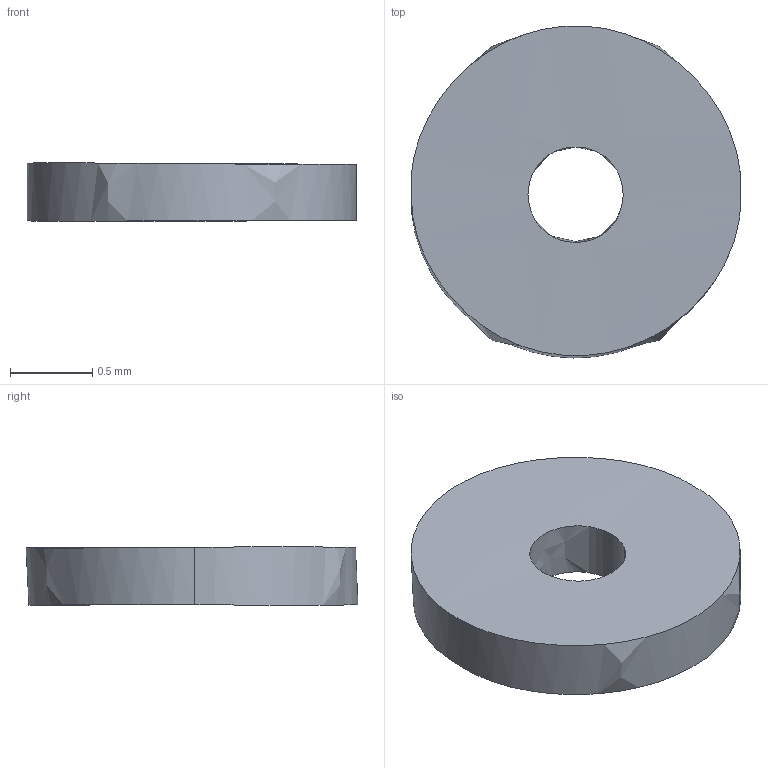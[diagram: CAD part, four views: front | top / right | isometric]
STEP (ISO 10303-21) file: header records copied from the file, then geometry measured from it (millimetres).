
FILE_DESCRIPTION(('Open CASCADE Model'),'2;1');
FILE_NAME('Open CASCADE Shape Model','2024-12-02T14:53:03',('Author'),( 'Open CASCADE'),'Open CASCADE STEP processor 7.5','Open CASCADE 7.5' ,'Unknown');
FILE_SCHEMA(('CONFIG_CONTROL_DESIGN'));
Length unit declared in the file: millimetre
Products named in the file (1): Open CASCADE STEP translator 7.5 3823
Bounding box: 2 x 2.02 x 0.35 mm (x, y, z)
Volume: 1 mm3; surface area: 8.6 mm2
Topology: 1 solids, 1 shells, 6 faces, 12 edges, 8 vertices
Faces by surface type: bspline 6
Entity records: 516 total; most frequent: CARTESIAN_POINT 301, B_SPLINE_CURVE_WITH_KNOTS 36, ORIENTED_EDGE 24, PCURVE 24, DEFINITIONAL_REPRESENTATION 24, EDGE_CURVE 12, SURFACE_CURVE 12, FACE_BOUND 8
